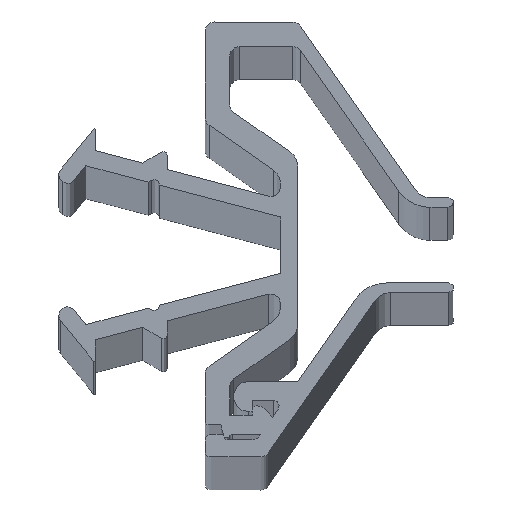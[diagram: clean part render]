
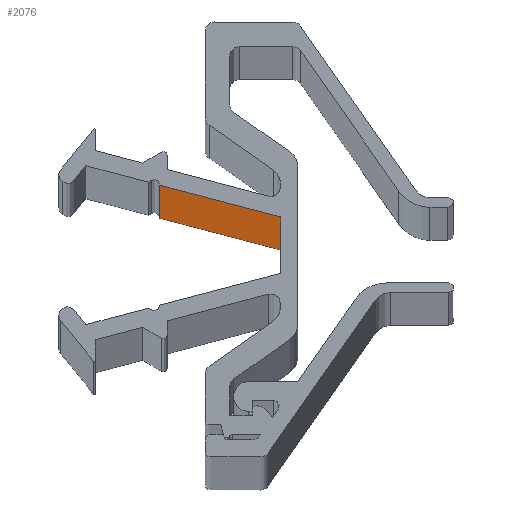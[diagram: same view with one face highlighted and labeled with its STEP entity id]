
A CAD part, top view. The second image highlights one B-rep face of the part: STEP entity #2076.
In plain terms, the highlighted planar face has unit normal (-0.255, -0.967, 0).
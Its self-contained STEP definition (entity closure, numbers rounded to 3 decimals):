
#40=PLANE('',#2271);
#116=FACE_OUTER_BOUND('',#227,.T.);
#227=EDGE_LOOP('',(#1704,#1705,#1706,#1707));
#329=LINE('',#3054,#558);
#397=LINE('',#3287,#626);
#458=LINE('',#3449,#687);
#459=LINE('',#3451,#688);
#558=VECTOR('',#2413,6.618);
#626=VECTOR('',#2583,6.618);
#687=VECTOR('',#2742,1000.);
#688=VECTOR('',#2745,1000.);
#887=VERTEX_POINT('',#3051);
#888=VERTEX_POINT('',#3053);
#1001=VERTEX_POINT('',#3284);
#1002=VERTEX_POINT('',#3286);
#1099=EDGE_CURVE('',#888,#887,#329,.T.);
#1216=EDGE_CURVE('',#1001,#1002,#397,.T.);
#1298=EDGE_CURVE('',#887,#1002,#458,.T.);
#1299=EDGE_CURVE('',#888,#1001,#459,.T.);
#1704=ORIENTED_EDGE('',*,*,#1099,.T.);
#1705=ORIENTED_EDGE('',*,*,#1298,.T.);
#1706=ORIENTED_EDGE('',*,*,#1216,.F.);
#1707=ORIENTED_EDGE('',*,*,#1299,.F.);
#2076=ADVANCED_FACE('',(#116),#40,.T.);
#2271=AXIS2_PLACEMENT_3D('',#3450,#2743,#2744);
#2413=DIRECTION('',(0.967,-0.254,0.));
#2583=DIRECTION('',(0.967,-0.254,0.));
#2742=DIRECTION('',(0.,0.,1.));
#2743=DIRECTION('center_axis',(-0.254,-0.967,0.));
#2744=DIRECTION('ref_axis',(0.967,-0.254,0.));
#2745=DIRECTION('',(0.,0.,1.));
#3051=CARTESIAN_POINT('',(-0.9,5.675,0.));
#3053=CARTESIAN_POINT('',(-7.3,7.359,0.));
#3054=CARTESIAN_POINT('',(-7.3,7.359,0.));
#3284=CARTESIAN_POINT('',(-7.3,7.359,1000.));
#3286=CARTESIAN_POINT('',(-0.9,5.675,1000.));
#3287=CARTESIAN_POINT('',(-7.3,7.359,1000.));
#3449=CARTESIAN_POINT('',(-0.9,5.675,0.));
#3450=CARTESIAN_POINT('Origin',(-7.3,7.359,0.));
#3451=CARTESIAN_POINT('',(-7.3,7.359,0.));
